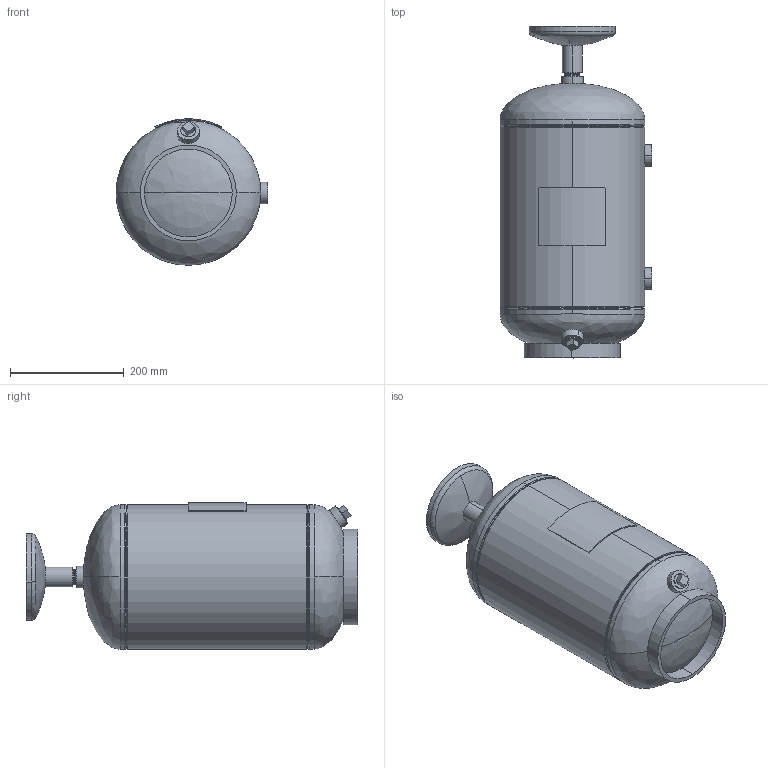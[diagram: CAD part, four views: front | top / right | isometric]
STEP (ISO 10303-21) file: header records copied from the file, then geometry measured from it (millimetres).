
FILE_DESCRIPTION (( 'STEP AP203' ), '1' );
FILE_NAME ('CPFTA-5.STEP', '2022-11-01T20:56:48', ( '' ), ( '' ), 'SwSTEP 2.0', 'SolidWorks 2022', '' );
FILE_SCHEMA (( 'CONFIG_CONTROL_DESIGN' ));
Length unit declared in the file: inch
Products named in the file (11): 9200020; 9600830_10" VERT; Couplings_9500559; CPFTA-5; 9301110_1; 99P2994; 8200019; 9500040; PLUGS_9500140; 8400710_7727K221
Assembly tree (14 placements, depth 2):
  CPFTA-5
    99P2994
    9200020
    9200020
    8200019
    9500040  x4
    Couplings_9500559
    PLUGS_9500140  x2
    8400710_7727K221
    9301110_1
    9600830_10" VERT
Bounding box: 266.7 x 582.28 x 257.42 mm (x, y, z)
Volume: 1359517.7 mm3; surface area: 1009616.2 mm2
Topology: 14 solids, 14 shells, 343 faces, 714 edges, 406 vertices
Faces by surface type: cone 168, cylinder 88, plane 47, torus 28, bspline 8, sphere 4
Entity records: 10117 total; most frequent: CARTESIAN_POINT 2287, DIRECTION 1566, ORIENTED_EDGE 1240, AXIS2_PLACEMENT_3D 659, EDGE_CURVE 620, CIRCLE 352, VERTEX_POINT 346, EDGE_LOOP 322
